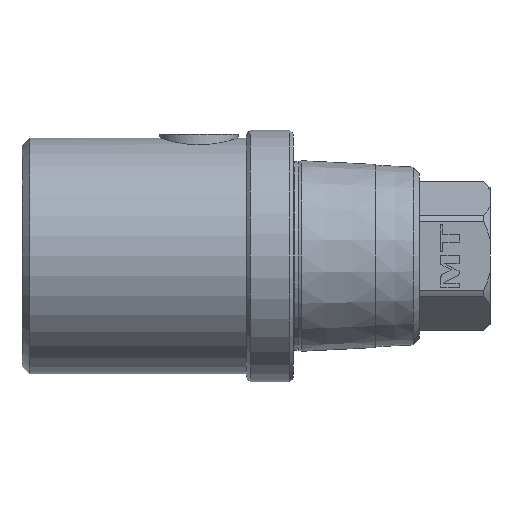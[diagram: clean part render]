
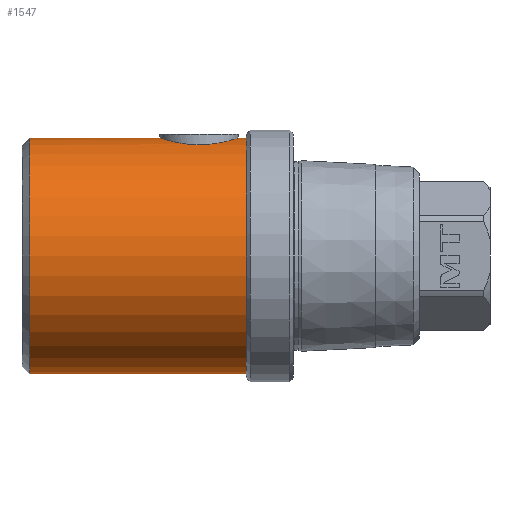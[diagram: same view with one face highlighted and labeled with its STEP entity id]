
A CAD part, left-side view. The second image highlights one B-rep face of the part: STEP entity #1547.
In plain terms, the highlighted cylindrical face has radius 15 mm (diameter 30 mm), a partial arc.
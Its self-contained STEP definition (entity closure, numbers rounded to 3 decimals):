
#56=DIRECTION('',(0.,-1.,0.));
#57=VECTOR('',#56,16.5);
#58=CARTESIAN_POINT('',(0.,33.5,15.));
#59=LINE('',#58,#57);
#60=DIRECTION('',(0.,-1.,0.));
#61=VECTOR('',#60,27.5);
#62=CARTESIAN_POINT('',(0.,33.5,-15.));
#63=LINE('',#62,#61);
#64=DIRECTION('',(0.,-1.,0.));
#65=VECTOR('',#64,1.);
#66=CARTESIAN_POINT('',(0.,7.,15.));
#67=LINE('',#66,#65);
#86=CARTESIAN_POINT('',(0.,17.,15.));
#87=CARTESIAN_POINT('',(-0.166,17.,15.));
#88=CARTESIAN_POINT('',(-0.496,16.984,14.995));
#89=CARTESIAN_POINT('',(-0.99,16.909,14.97));
#90=CARTESIAN_POINT('',(-1.476,16.786,14.93));
#91=CARTESIAN_POINT('',(-1.952,16.613,14.875));
#92=CARTESIAN_POINT('',(-2.409,16.391,14.808));
#93=CARTESIAN_POINT('',(-2.848,16.12,14.729));
#94=CARTESIAN_POINT('',(-3.257,15.806,14.644));
#95=CARTESIAN_POINT('',(-3.634,15.447,14.555));
#96=CARTESIAN_POINT('',(-3.97,15.054,14.466));
#97=CARTESIAN_POINT('',(-4.264,14.628,14.382));
#98=CARTESIAN_POINT('',(-4.51,14.179,14.307));
#99=CARTESIAN_POINT('',(-4.707,13.711,14.243));
#100=CARTESIAN_POINT('',(-4.855,13.23,14.193));
#101=CARTESIAN_POINT('',(-4.953,12.742,14.159));
#102=CARTESIAN_POINT('',(-5.002,12.247,14.141));
#103=CARTESIAN_POINT('',(-5.002,11.753,14.141));
#104=CARTESIAN_POINT('',(-4.953,11.258,14.159));
#105=CARTESIAN_POINT('',(-4.855,10.77,14.193));
#106=CARTESIAN_POINT('',(-4.707,10.289,14.243));
#107=CARTESIAN_POINT('',(-4.51,9.821,14.307));
#108=CARTESIAN_POINT('',(-4.264,9.372,14.382));
#109=CARTESIAN_POINT('',(-3.97,8.946,14.466));
#110=CARTESIAN_POINT('',(-3.634,8.553,14.555));
#111=CARTESIAN_POINT('',(-3.257,8.194,14.644));
#112=CARTESIAN_POINT('',(-2.848,7.88,14.729));
#113=CARTESIAN_POINT('',(-2.409,7.609,14.808));
#114=CARTESIAN_POINT('',(-1.952,7.387,14.875));
#115=CARTESIAN_POINT('',(-1.476,7.214,14.93));
#116=CARTESIAN_POINT('',(-0.99,7.091,14.97));
#117=CARTESIAN_POINT('',(-0.496,7.016,14.995));
#118=CARTESIAN_POINT('',(-0.166,7.,15.));
#119=CARTESIAN_POINT('',(0.,7.,15.));
#131=CARTESIAN_POINT('',(0.,6.,0.));
#132=DIRECTION('',(0.,-1.,0.));
#133=DIRECTION('',(0.,0.,1.));
#134=AXIS2_PLACEMENT_3D('',#131,#132,#133);
#1157=CARTESIAN_POINT('',(0.,33.5,0.));
#1158=DIRECTION('',(0.,-1.,0.));
#1159=DIRECTION('',(0.,0.,1.));
#1160=AXIS2_PLACEMENT_3D('',#1157,#1158,#1159);
#1313=CARTESIAN_POINT('',(0.,33.5,15.));
#1314=CARTESIAN_POINT('',(0.,33.5,-15.));
#1315=VERTEX_POINT('',#1313);
#1316=VERTEX_POINT('',#1314);
#1321=CARTESIAN_POINT('',(0.,6.,15.));
#1322=CARTESIAN_POINT('',(0.,6.,-15.));
#1323=VERTEX_POINT('',#1321);
#1324=VERTEX_POINT('',#1322);
#1349=VERTEX_POINT('',#86);
#1350=VERTEX_POINT('',#119);
#1532=CARTESIAN_POINT('',(0.,35.925,0.));
#1533=DIRECTION('',(0.,-1.,0.));
#1534=DIRECTION('',(0.,0.,1.));
#1535=AXIS2_PLACEMENT_3D('',#1532,#1533,#1534);
#1536=CYLINDRICAL_SURFACE('',#1535,15.);
#1537=ORIENTED_EDGE('',*,*,#1523,.T.);
#1538=ORIENTED_EDGE('',*,*,#1498,.T.);
#1540=ORIENTED_EDGE('',*,*,#1539,.T.);
#1541=ORIENTED_EDGE('',*,*,#1494,.F.);
#1543=ORIENTED_EDGE('',*,*,#1542,.F.);
#1544=ORIENTED_EDGE('',*,*,#1491,.T.);
#1545=EDGE_LOOP('',(#1537,#1538,#1540,#1541,#1543,#1544));
#1546=FACE_OUTER_BOUND('',#1545,.F.);
#1547=ADVANCED_FACE('',(#1546),#1536,.T.);
#120=B_SPLINE_CURVE_WITH_KNOTS('',3,(#86,#87,#88,#89,#90,#91,#92,#93,#94,#95,
#96,#97,#98,#99,#100,#101,#102,#103,#104,#105,#106,#107,#108,#109,#110,#111,
#112,#113,#114,#115,#116,#117,#118,#119),.UNSPECIFIED.,.F.,.F.,(4,1,1,1,1,1,1,1,
1,1,1,1,1,1,1,1,1,1,1,1,1,1,1,1,1,1,1,1,1,1,1,4),(0.,0.032,
0.065,0.097,0.129,0.161,
0.194,0.226,0.258,0.29,
0.323,0.355,0.387,0.419,
0.452,0.484,0.516,0.548,
0.581,0.613,0.645,0.677,
0.71,0.742,0.774,0.806,
0.839,0.871,0.903,0.935,
0.968,1.),.UNSPECIFIED.);
#135=CIRCLE('',#134,15.);
#1161=CIRCLE('',#1160,15.);
#1491=EDGE_CURVE('',#1315,#1349,#59,.T.);
#1494=EDGE_CURVE('',#1316,#1324,#63,.T.);
#1498=EDGE_CURVE('',#1350,#1323,#67,.T.);
#1523=EDGE_CURVE('',#1349,#1350,#120,.T.);
#1539=EDGE_CURVE('',#1323,#1324,#135,.T.);
#1542=EDGE_CURVE('',#1315,#1316,#1161,.T.);
